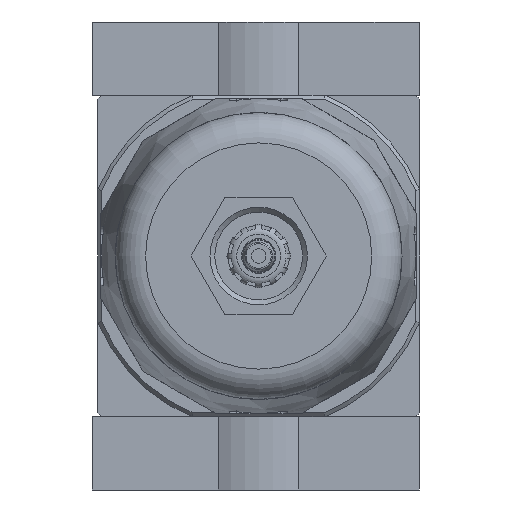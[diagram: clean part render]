
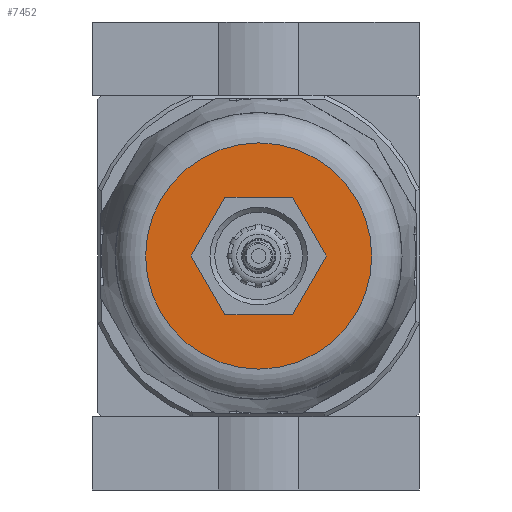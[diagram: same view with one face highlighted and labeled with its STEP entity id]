
A CAD part, front view. The second image highlights one B-rep face of the part: STEP entity #7452.
In plain terms, the highlighted planar face has unit normal (0, -1, 0).
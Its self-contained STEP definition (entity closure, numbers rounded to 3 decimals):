
#488=CIRCLE('',#7942,23.2);
#1083=ORIENTED_EDGE('',*,*,#2672,.T.);
#1084=ORIENTED_EDGE('',*,*,#2673,.T.);
#1085=ORIENTED_EDGE('',*,*,#2674,.T.);
#1086=ORIENTED_EDGE('',*,*,#2675,.T.);
#1087=ORIENTED_EDGE('',*,*,#2676,.T.);
#1088=ORIENTED_EDGE('',*,*,#2677,.T.);
#1089=ORIENTED_EDGE('',*,*,#2678,.T.);
#2672=EDGE_CURVE('',#3496,#3496,#488,.T.);
#2673=EDGE_CURVE('',#3497,#3498,#4068,.T.);
#2674=EDGE_CURVE('',#3498,#3499,#4069,.T.);
#2675=EDGE_CURVE('',#3499,#3500,#4070,.T.);
#2676=EDGE_CURVE('',#3500,#3501,#4071,.T.);
#2677=EDGE_CURVE('',#3501,#3502,#4072,.T.);
#2678=EDGE_CURVE('',#3502,#3497,#4073,.T.);
#3496=VERTEX_POINT('',#10918);
#3497=VERTEX_POINT('',#10920);
#3498=VERTEX_POINT('',#10921);
#3499=VERTEX_POINT('',#10923);
#3500=VERTEX_POINT('',#10925);
#3501=VERTEX_POINT('',#10927);
#3502=VERTEX_POINT('',#10929);
#4068=LINE('',#10919,#4494);
#4069=LINE('',#10922,#4495);
#4070=LINE('',#10924,#4496);
#4071=LINE('',#10926,#4497);
#4072=LINE('',#10928,#4498);
#4073=LINE('',#10930,#4499);
#4494=VECTOR('',#8905,1000.);
#4495=VECTOR('',#8906,1000.);
#4496=VECTOR('',#8907,1000.);
#4497=VECTOR('',#8908,1000.);
#4498=VECTOR('',#8909,1000.);
#4499=VECTOR('',#8910,1000.);
#4945=EDGE_LOOP('',(#1083));
#4946=EDGE_LOOP('',(#1084,#1085,#1086,#1087,#1088,#1089));
#5479=FACE_BOUND('',#4945,.T.);
#5480=FACE_BOUND('',#4946,.T.);
#5940=PLANE('',#7941);
#7452=ADVANCED_FACE('',(#5479,#5480),#5940,.F.);
#7941=AXIS2_PLACEMENT_3D('',#10916,#8901,#8902);
#7942=AXIS2_PLACEMENT_3D('',#10917,#8903,#8904);
#8901=DIRECTION('',(0.,1.,0.));
#8902=DIRECTION('',(0.,0.,1.));
#8903=DIRECTION('',(0.,-1.,0.));
#8904=DIRECTION('',(0.,0.,-1.));
#8905=DIRECTION('',(0.,0.,1.));
#8906=DIRECTION('',(0.866,0.,0.5));
#8907=DIRECTION('',(0.866,0.,-0.5));
#8908=DIRECTION('',(0.,0.,-1.));
#8909=DIRECTION('',(-0.866,0.,-0.5));
#8910=DIRECTION('',(-0.866,0.,0.5));
#10916=CARTESIAN_POINT('',(23.2,-165.,0.));
#10917=CARTESIAN_POINT('',(0.,-165.,0.));
#10918=CARTESIAN_POINT('',(0.,-165.,-23.2));
#10919=CARTESIAN_POINT('',(-12.,-165.,-6.928));
#10920=CARTESIAN_POINT('',(-12.,-165.,-6.928));
#10921=CARTESIAN_POINT('',(-12.,-165.,6.928));
#10922=CARTESIAN_POINT('',(-12.,-165.,6.928));
#10923=CARTESIAN_POINT('',(0.,-165.,13.856));
#10924=CARTESIAN_POINT('',(0.,-165.,13.856));
#10925=CARTESIAN_POINT('',(12.,-165.,6.928));
#10926=CARTESIAN_POINT('',(12.,-165.,6.928));
#10927=CARTESIAN_POINT('',(12.,-165.,-6.928));
#10928=CARTESIAN_POINT('',(12.,-165.,-6.928));
#10929=CARTESIAN_POINT('',(0.,-165.,-13.856));
#10930=CARTESIAN_POINT('',(0.,-165.,-13.856));
